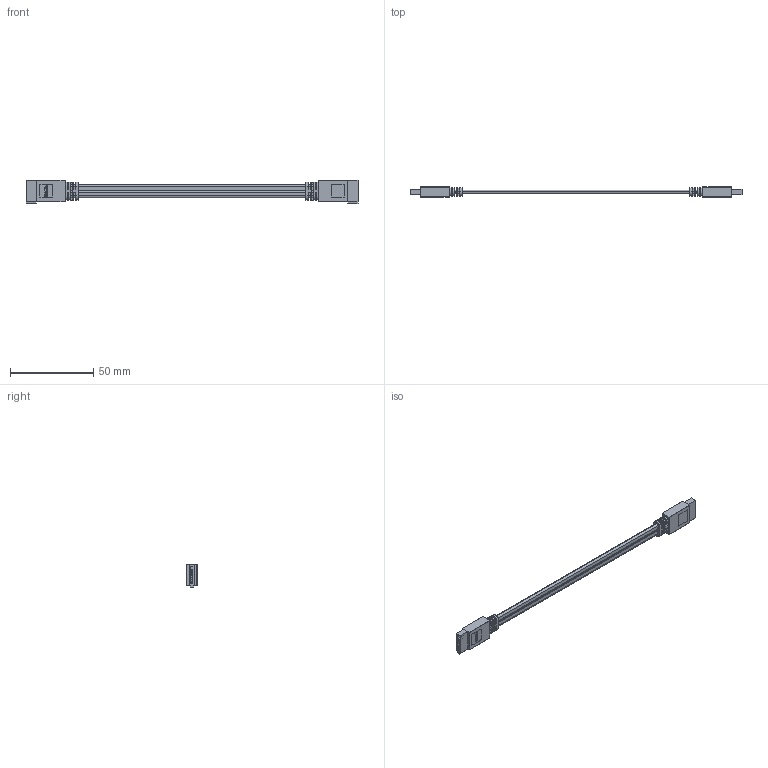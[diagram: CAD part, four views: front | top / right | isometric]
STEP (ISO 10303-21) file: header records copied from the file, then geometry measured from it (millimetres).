
FILE_DESCRIPTION (( 'STEP AP203' ), '1' );
FILE_NAME ('CASATA-05M.STEP', '2006-06-30T19:49:32', ( ' ' ), ( ' ' ), 'SwSTEP 2.0', 'SolidWorks 2005354', '' );
FILE_SCHEMA (( 'CONFIG_CONTROL_DESIGN' ));
Length unit declared in the file: inch
Products named in the file (4): 3AC03-036; CASATA-05M; 3AB16-005; MTN-106
Assembly tree (5 placements, depth 2):
  CASATA-05M
    MTN-106  x2
    3AB16-005  x2
    3AC03-036
Bounding box: 199.75 x 6.1 x 13.92 mm (x, y, z)
Volume: 5938.1 mm3; surface area: 6200.6 mm2
Topology: 5 solids, 5 shells, 487 faces, 1423 edges, 934 vertices
Faces by surface type: plane 304, cylinder 91, bspline 84, sphere 8
Entity records: 10988 total; most frequent: CARTESIAN_POINT 4088, ORIENTED_EDGE 1448, DIRECTION 1180, EDGE_CURVE 724, VECTOR 528, LINE 528, VERTEX_POINT 478, AXIS2_PLACEMENT_3D 326
